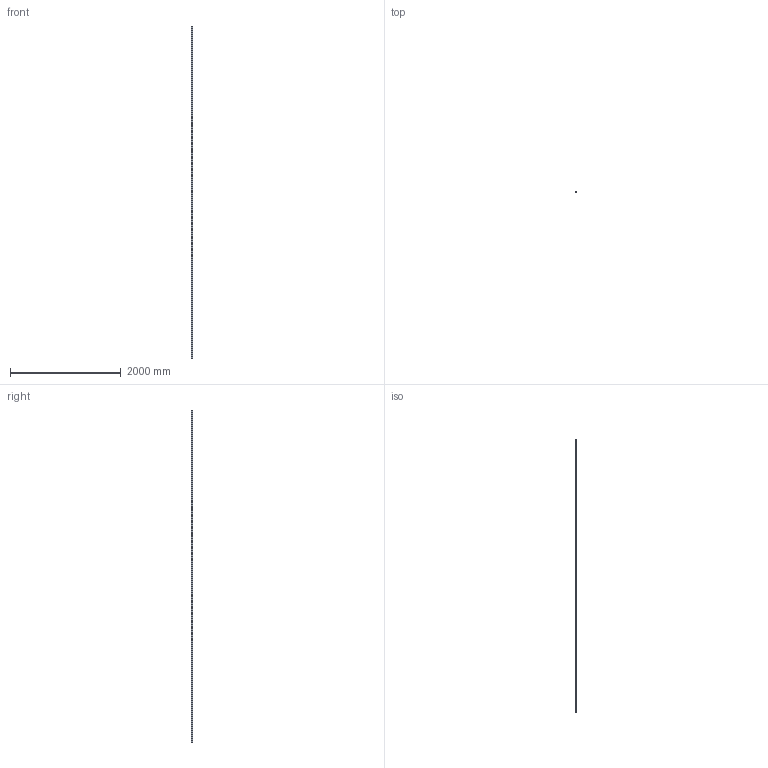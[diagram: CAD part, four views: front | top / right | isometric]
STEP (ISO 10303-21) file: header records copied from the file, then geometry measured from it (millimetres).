
FILE_DESCRIPTION (( 'STEP AP203' ), '1' );
FILE_NAME ('60363-GU-6M.step', '2022-07-21T07:23:01', ( '' ), ( '' ), 'SwSTEP 2.0', 'SolidWorks 2018', '' );
FILE_SCHEMA (( 'CONFIG_CONTROL_DESIGN' ));
Length unit declared in the file: millimetre
Products named in the file (1): 60363-GU-6M
Bounding box: 25.09 x 22.95 x 6000 mm (x, y, z)
Volume: 728511.9 mm3; surface area: 1005020.7 mm2
Topology: 1 solids, 1 shells, 377 faces, 1044 edges, 696 vertices
Faces by surface type: plane 189, bspline 148, cylinder 40
Entity records: 19271 total; most frequent: CARTESIAN_POINT 10482, ORIENTED_EDGE 2088, DIRECTION 1288, EDGE_CURVE 1044, VERTEX_POINT 696, LINE 668, VECTOR 668, EDGE_LOOP 408
